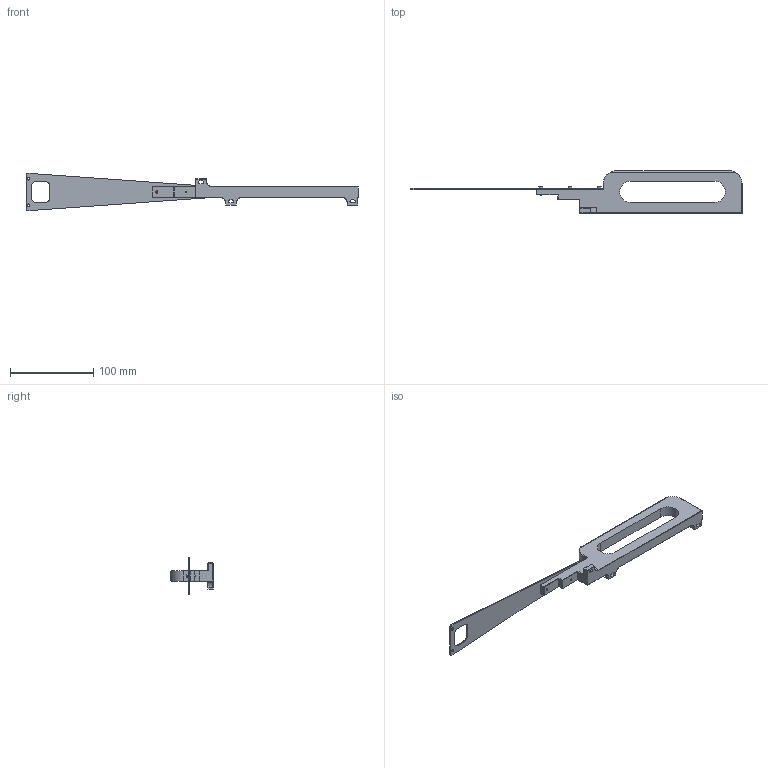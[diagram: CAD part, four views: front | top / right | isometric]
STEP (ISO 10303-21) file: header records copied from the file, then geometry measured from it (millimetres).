
FILE_DESCRIPTION (( 'STEP AP203' ), '1' );
FILE_NAME ('AGB 1.1 transport handle.STEP', '2023-07-25T12:11:47', ( '' ), ( '' ), 'SwSTEP 2.0', 'SolidWorks 2022', '' );
FILE_SCHEMA (( 'CONFIG_CONTROL_DESIGN' ));
Length unit declared in the file: millimetre
Products named in the file (1): AGB 1.1 transport handle
Bounding box: 398.61 x 50.8 x 44.55 mm (x, y, z)
Volume: 93879.9 mm3; surface area: 36384.8 mm2
Topology: 1 solids, 5 shells, 198 faces, 477 edges, 290 vertices
Faces by surface type: plane 135, cylinder 40, cone 14, torus 6, bspline 3
Full cylindrical faces by diameter (mm): 2.05 x2, 2.5 x4, 3.1 x5, 4.5 x3
Entity records: 6173 total; most frequent: CARTESIAN_POINT 1653, DIRECTION 924, ORIENTED_EDGE 862, EDGE_CURVE 431, LINE 308, AXIS2_PLACEMENT_3D 308, VECTOR 308, VERTEX_POINT 274
